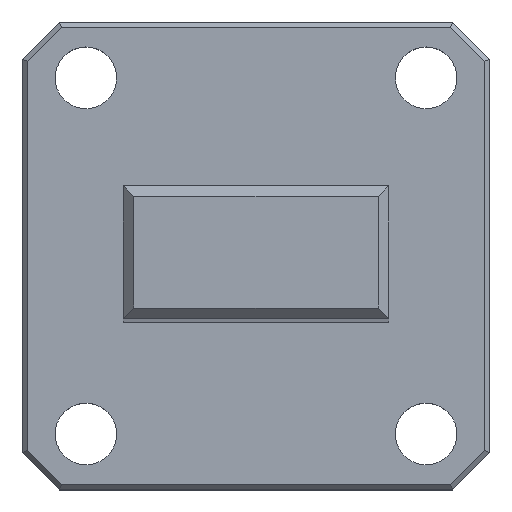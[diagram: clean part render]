
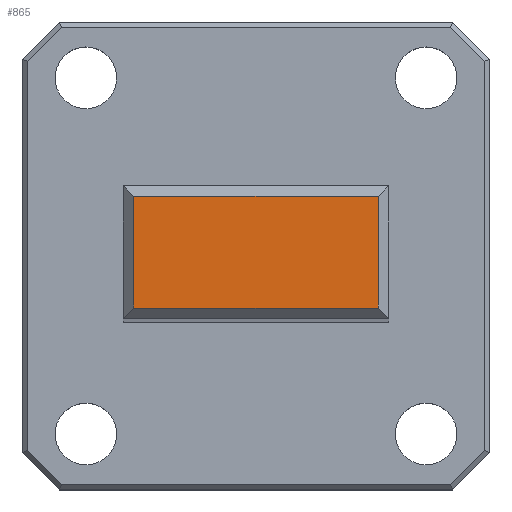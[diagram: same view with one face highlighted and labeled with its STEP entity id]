
A CAD part, top view. The second image highlights one B-rep face of the part: STEP entity #865.
In plain terms, the highlighted planar face has unit normal (0, 0, 1).
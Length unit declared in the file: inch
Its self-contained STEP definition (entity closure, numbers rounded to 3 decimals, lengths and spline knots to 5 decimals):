
#1 = VERTEX_POINT ( 'NONE', #1417 ) ;
#10 = PLANE ( 'NONE',  #1347 ) ;
#59 = LINE ( 'NONE', #1280, #393 ) ;
#92 = CARTESIAN_POINT ( 'NONE',  ( -0.19, 0.335, 4.01 ) ) ;
#161 = EDGE_CURVE ( 'NONE', #1166, #1, #653, .T. ) ;
#175 = EDGE_CURVE ( 'NONE', #384, #217, #1202, .T. ) ;
#217 = VERTEX_POINT ( 'NONE', #535 ) ;
#248 = ORIENTED_EDGE ( 'NONE', *, *, #161, .T. ) ;
#265 = VECTOR ( 'NONE', #539, 39.37008 ) ;
#318 = CARTESIAN_POINT ( 'NONE',  ( -0.69, 0.545, 4.01 ) ) ;
#384 = VERTEX_POINT ( 'NONE', #1263 ) ;
#393 = VECTOR ( 'NONE', #618, 39.37008 ) ;
#425 = CARTESIAN_POINT ( 'NONE',  ( -0.67, 0.315, 4.01 ) ) ;
#438 = EDGE_LOOP ( 'NONE', ( #873, #491, #248, #855 ) ) ;
#491 = ORIENTED_EDGE ( 'NONE', *, *, #549, .T. ) ;
#535 = CARTESIAN_POINT ( 'NONE',  ( -0.21, 0.335, 4.01 ) ) ;
#539 = DIRECTION ( 'NONE',  ( 1., 0., 0. ) ) ;
#549 = EDGE_CURVE ( 'NONE', #217, #1166, #59, .T. ) ;
#563 = DIRECTION ( 'NONE',  ( 1., 0., 0. ) ) ;
#616 = VECTOR ( 'NONE', #770, 39.37008 ) ;
#618 = DIRECTION ( 'NONE',  ( 0., 1., 0. ) ) ;
#642 = DIRECTION ( 'NONE',  ( 0., -1., 0. ) ) ;
#653 = LINE ( 'NONE', #318, #616 ) ;
#711 = VECTOR ( 'NONE', #642, 39.37008 ) ;
#770 = DIRECTION ( 'NONE',  ( -1., 0., 0. ) ) ;
#855 = ORIENTED_EDGE ( 'NONE', *, *, #1326, .T. ) ;
#865 = ADVANCED_FACE ( 'NONE', ( #1383 ), #10, .T. ) ;
#873 = ORIENTED_EDGE ( 'NONE', *, *, #175, .T. ) ;
#883 = DIRECTION ( 'NONE',  ( 0., 0., 1. ) ) ;
#1154 = CARTESIAN_POINT ( 'NONE',  ( -0.21, 0.545, 4.01 ) ) ;
#1166 = VERTEX_POINT ( 'NONE', #1154 ) ;
#1202 = LINE ( 'NONE', #92, #265 ) ;
#1263 = CARTESIAN_POINT ( 'NONE',  ( -0.67, 0.335, 4.01 ) ) ;
#1280 = CARTESIAN_POINT ( 'NONE',  ( -0.21, 0.565, 4.01 ) ) ;
#1326 = EDGE_CURVE ( 'NONE', #1, #384, #1331, .T. ) ;
#1331 = LINE ( 'NONE', #425, #711 ) ;
#1347 = AXIS2_PLACEMENT_3D ( 'NONE', #1431, #883, #563 ) ;
#1383 = FACE_OUTER_BOUND ( 'NONE', #438, .T. ) ;
#1417 = CARTESIAN_POINT ( 'NONE',  ( -0.67, 0.545, 4.01 ) ) ;
#1431 = CARTESIAN_POINT ( 'NONE',  ( 0., 0., 4.01 ) ) ;
